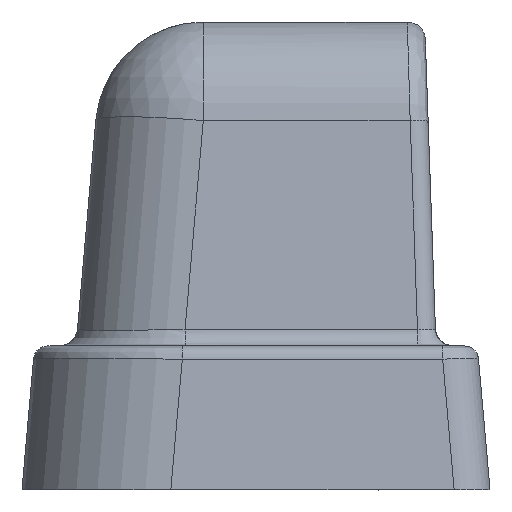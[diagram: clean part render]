
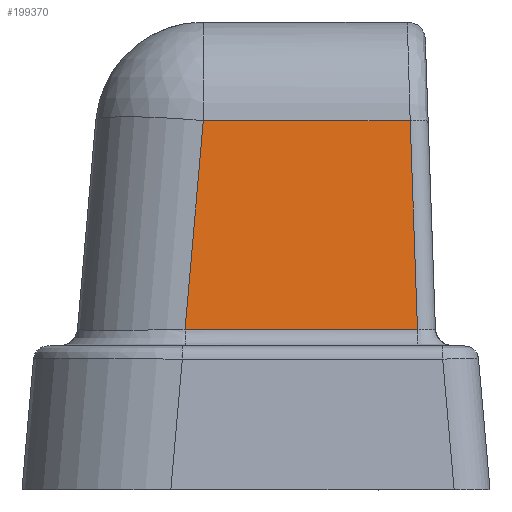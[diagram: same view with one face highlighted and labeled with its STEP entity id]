
A CAD part, front view. The second image highlights one B-rep face of the part: STEP entity #199370.
In plain terms, the highlighted planar face has unit normal (0, -0.996, 0.087).
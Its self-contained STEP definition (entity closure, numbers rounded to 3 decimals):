
#117200=CARTESIAN_POINT('',(-1.927,-75.904,
21.523));
#117210=VERTEX_POINT('',#117200);
#196050=CARTESIAN_POINT('',(-2.943,-76.92,
9.913));
#196060=VERTEX_POINT('',#196050);
#196090=CARTESIAN_POINT('',(0.,-76.92,
9.913));
#196100=DIRECTION('',(1.,0.,0.));
#196110=VECTOR('',#196100,1.);
#196120=LINE('',#196090,#196110);
#196130=CARTESIAN_POINT('',(9.971,-76.92,
9.913));
#196140=VERTEX_POINT('',#196130);
#196150=EDGE_CURVE('',#196060,#196140,#196120,.T.);
#199090=CARTESIAN_POINT('',(6.5,-76.128,18.962));
#199100=DIRECTION('',(0.,-0.996,
0.087));
#199110=DIRECTION('',(-1.,0.,0.));
#199120=AXIS2_PLACEMENT_3D('',#199090,#199100,#199110);
#199130=PLANE('',#199120);
#199140=CARTESIAN_POINT('',(10.314,-77.78,
0.087));
#199150=DIRECTION('',(0.035,-0.087,
-0.996));
#199160=VECTOR('',#199150,1.);
#199170=LINE('',#199140,#199160);
#199180=CARTESIAN_POINT('',(9.565,-75.904,
21.523));
#199190=VERTEX_POINT('',#199180);
#199200=EDGE_CURVE('',#199190,#196140,#199170,.T.);
#199210=ORIENTED_EDGE('',*,*,#199200,.F.);
#199220=ORIENTED_EDGE('',*,*,#196150,.T.);
#199230=CARTESIAN_POINT('',(-3.764,-77.742,
0.523));
#199240=DIRECTION('',(-0.087,-0.087,
-0.992));
#199250=VECTOR('',#199240,1.);
#199260=LINE('',#199230,#199250);
#199270=EDGE_CURVE('',#117210,#196060,#199260,.T.);
#199280=ORIENTED_EDGE('',*,*,#199270,.T.);
#199290=CARTESIAN_POINT('',(0.,-75.904,
21.523));
#199300=DIRECTION('',(1.,0.,0.));
#199310=VECTOR('',#199300,1.);
#199320=LINE('',#199290,#199310);
#199330=EDGE_CURVE('',#117210,#199190,#199320,.T.);
#199340=ORIENTED_EDGE('',*,*,#199330,.F.);
#199350=EDGE_LOOP('',(#199340,#199280,#199220,#199210));
#199360=FACE_OUTER_BOUND('',#199350,.T.);
#199370=ADVANCED_FACE('',(#199360),#199130,.T.);
